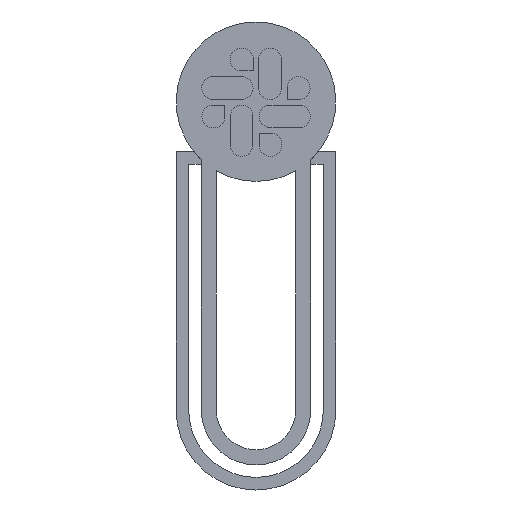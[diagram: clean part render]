
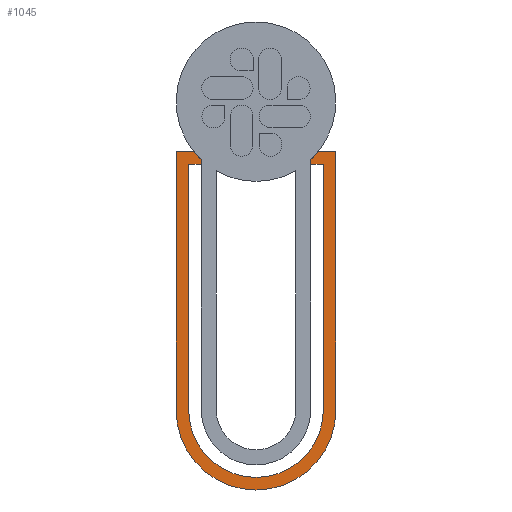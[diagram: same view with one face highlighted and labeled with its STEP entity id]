
A CAD part, front view. The second image highlights one B-rep face of the part: STEP entity #1045.
In plain terms, the highlighted planar face has unit normal (0, -1, 0).
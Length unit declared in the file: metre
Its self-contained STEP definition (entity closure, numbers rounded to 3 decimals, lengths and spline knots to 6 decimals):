
#25=PLANE('',#1140);
#58=LINE('',#1549,#168);
#61=LINE('',#1555,#171);
#65=LINE('',#1567,#175);
#68=LINE('',#1573,#178);
#72=LINE('',#1585,#182);
#75=LINE('',#1591,#185);
#78=LINE('',#1597,#188);
#82=LINE('',#1609,#192);
#85=LINE('',#1615,#195);
#88=LINE('',#1621,#198);
#168=VECTOR('',#1232,1.);
#171=VECTOR('',#1237,1.);
#175=VECTOR('',#1249,1.);
#178=VECTOR('',#1254,1.);
#182=VECTOR('',#1266,1.);
#185=VECTOR('',#1271,1.);
#188=VECTOR('',#1276,1.);
#192=VECTOR('',#1288,1.);
#195=VECTOR('',#1293,1.);
#198=VECTOR('',#1298,1.);
#346=ORIENTED_EDGE('',*,*,#576,.F.);
#347=ORIENTED_EDGE('',*,*,#580,.T.);
#348=ORIENTED_EDGE('',*,*,#583,.T.);
#349=ORIENTED_EDGE('',*,*,#586,.T.);
#350=ORIENTED_EDGE('',*,*,#589,.F.);
#351=ORIENTED_EDGE('',*,*,#592,.F.);
#352=ORIENTED_EDGE('',*,*,#595,.F.);
#353=ORIENTED_EDGE('',*,*,#598,.T.);
#354=ORIENTED_EDGE('',*,*,#601,.T.);
#355=ORIENTED_EDGE('',*,*,#604,.T.);
#356=ORIENTED_EDGE('',*,*,#607,.F.);
#357=ORIENTED_EDGE('',*,*,#610,.F.);
#358=ORIENTED_EDGE('',*,*,#613,.F.);
#359=ORIENTED_EDGE('',*,*,#616,.F.);
#576=EDGE_CURVE('',#726,#727,#826,.T.);
#580=EDGE_CURVE('',#726,#730,#58,.T.);
#583=EDGE_CURVE('',#730,#732,#61,.T.);
#586=EDGE_CURVE('',#732,#734,#828,.T.);
#589=EDGE_CURVE('',#736,#734,#65,.T.);
#592=EDGE_CURVE('',#738,#736,#68,.T.);
#595=EDGE_CURVE('',#740,#738,#830,.T.);
#598=EDGE_CURVE('',#740,#742,#72,.T.);
#601=EDGE_CURVE('',#742,#744,#75,.T.);
#604=EDGE_CURVE('',#744,#746,#78,.T.);
#607=EDGE_CURVE('',#748,#746,#832,.T.);
#610=EDGE_CURVE('',#750,#748,#82,.T.);
#613=EDGE_CURVE('',#752,#750,#85,.T.);
#616=EDGE_CURVE('',#727,#752,#88,.T.);
#726=VERTEX_POINT('',#1541);
#727=VERTEX_POINT('',#1542);
#730=VERTEX_POINT('',#1550);
#732=VERTEX_POINT('',#1556);
#734=VERTEX_POINT('',#1562);
#736=VERTEX_POINT('',#1568);
#738=VERTEX_POINT('',#1574);
#740=VERTEX_POINT('',#1580);
#742=VERTEX_POINT('',#1586);
#744=VERTEX_POINT('',#1592);
#746=VERTEX_POINT('',#1598);
#748=VERTEX_POINT('',#1604);
#750=VERTEX_POINT('',#1610);
#752=VERTEX_POINT('',#1616);
#826=CIRCLE('',#1118,0.0127);
#828=CIRCLE('',#1123,0.012714);
#830=CIRCLE('',#1128,0.0127);
#832=CIRCLE('',#1134,0.010714);
#881=EDGE_LOOP('',(#346,#347,#348,#349,#350,#351,#352,#353,#354,#355,#356,
#357,#358,#359));
#953=FACE_BOUND('',#881,.T.);
#1045=ADVANCED_FACE('',(#953),#25,.T.);
#1118=AXIS2_PLACEMENT_3D('',#1540,#1224,#1225);
#1123=AXIS2_PLACEMENT_3D('',#1561,#1242,#1243);
#1128=AXIS2_PLACEMENT_3D('',#1579,#1259,#1260);
#1134=AXIS2_PLACEMENT_3D('',#1603,#1281,#1282);
#1140=AXIS2_PLACEMENT_3D('',#1624,#1302,#1303);
#1224=DIRECTION('',(0.,-1.,0.));
#1225=DIRECTION('',(0.,0.,-1.));
#1232=DIRECTION('',(-1.,0.,0.));
#1237=DIRECTION('',(0.,0.,-1.));
#1242=DIRECTION('',(0.,-1.,0.));
#1243=DIRECTION('',(0.,0.,-1.));
#1249=DIRECTION('',(0.,0.,-1.));
#1254=DIRECTION('',(1.,0.,0.));
#1259=DIRECTION('',(0.,-1.,0.));
#1260=DIRECTION('',(0.,0.,-1.));
#1266=DIRECTION('',(0.,0.,-1.));
#1271=DIRECTION('',(1.,0.,0.));
#1276=DIRECTION('',(0.,0.,-1.));
#1281=DIRECTION('',(0.,-1.,0.));
#1282=DIRECTION('',(0.,0.,-1.));
#1288=DIRECTION('',(0.,0.,-1.));
#1293=DIRECTION('',(-1.,0.,0.));
#1298=DIRECTION('',(0.,0.,-1.));
#1302=DIRECTION('',(0.,-1.,0.));
#1303=DIRECTION('',(1.,0.,0.));
#1540=CARTESIAN_POINT('',(0.,-0.001,0.034961));
#1541=CARTESIAN_POINT('',(-0.009918,-0.001,0.027029));
#1542=CARTESIAN_POINT('',(-0.008714,-0.001,0.025722));
#1549=CARTESIAN_POINT('',(-0.010714,-0.001,0.027029));
#1550=CARTESIAN_POINT('',(-0.012714,-0.001,0.027029));
#1555=CARTESIAN_POINT('',(-0.012714,-0.001,0.006441));
#1556=CARTESIAN_POINT('',(-0.012714,-0.001,-0.014147));
#1561=CARTESIAN_POINT('',(0.,-0.001,-0.014147));
#1562=CARTESIAN_POINT('',(0.012714,-0.001,-0.014147));
#1567=CARTESIAN_POINT('',(0.012714,-0.001,0.006441));
#1568=CARTESIAN_POINT('',(0.012714,-0.001,0.027029));
#1573=CARTESIAN_POINT('',(0.010714,-0.001,0.027029));
#1574=CARTESIAN_POINT('',(0.009918,-0.001,0.027029));
#1579=CARTESIAN_POINT('',(0.,-0.001,0.034961));
#1580=CARTESIAN_POINT('',(0.008714,-0.001,0.025722));
#1585=CARTESIAN_POINT('',(0.008714,-0.001,0.026029));
#1586=CARTESIAN_POINT('',(0.008714,-0.001,0.025029));
#1591=CARTESIAN_POINT('',(0.009714,-0.001,0.025029));
#1592=CARTESIAN_POINT('',(0.010714,-0.001,0.025029));
#1597=CARTESIAN_POINT('',(0.010714,-0.001,0.005441));
#1598=CARTESIAN_POINT('',(0.010714,-0.001,-0.014147));
#1603=CARTESIAN_POINT('',(0.,-0.001,-0.014147));
#1604=CARTESIAN_POINT('',(-0.010714,-0.001,-0.014147));
#1609=CARTESIAN_POINT('',(-0.010714,-0.001,0.005441));
#1610=CARTESIAN_POINT('',(-0.010714,-0.001,0.025029));
#1615=CARTESIAN_POINT('',(-0.009714,-0.001,0.025029));
#1616=CARTESIAN_POINT('',(-0.008714,-0.001,0.025029));
#1621=CARTESIAN_POINT('',(-0.008714,-0.001,0.005788));
#1624=CARTESIAN_POINT('',(0.,-0.001,0.0104));
